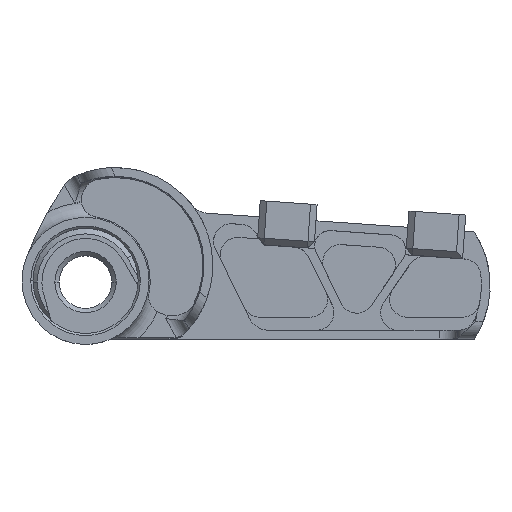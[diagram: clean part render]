
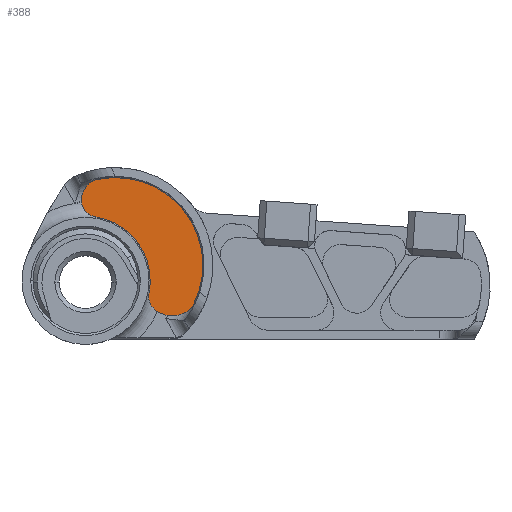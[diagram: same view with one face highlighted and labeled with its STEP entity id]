
A CAD part, top view. The second image highlights one B-rep face of the part: STEP entity #388.
In plain terms, the highlighted planar face has unit normal (0, 0, 1).
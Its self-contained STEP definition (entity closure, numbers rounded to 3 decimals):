
#8 = DIRECTION ( 'NONE',  ( 0., 0., 1. ) ) ;
#19 = CARTESIAN_POINT ( 'NONE',  ( -0.962, 18.502, 2. ) ) ;
#22 = CARTESIAN_POINT ( 'NONE',  ( 21.118, -3.5, 2. ) ) ;
#41 = VERTEX_POINT ( 'NONE', #4233 ) ;
#66 = DIRECTION ( 'NONE',  ( 0., 0., -1. ) ) ;
#100 = VERTEX_POINT ( 'NONE', #2665 ) ;
#261 = CARTESIAN_POINT ( 'NONE',  ( 3.038, 18.502, 2. ) ) ;
#288 = EDGE_CURVE ( 'NONE', #5922, #1520, #5782, .T. ) ;
#300 = AXIS2_PLACEMENT_3D ( 'NONE', #4567, #6804, #2929 ) ;
#388 = ADVANCED_FACE ( 'NONE', ( #3936 ), #4515, .T. ) ;
#541 = DIRECTION ( 'NONE',  ( 1., 0., 0. ) ) ;
#559 = ORIENTED_EDGE ( 'NONE', *, *, #6039, .F. ) ;
#665 = ORIENTED_EDGE ( 'NONE', *, *, #5351, .F. ) ;
#694 = AXIS2_PLACEMENT_3D ( 'NONE', #2852, #1738, #2960 ) ;
#998 = DIRECTION ( 'NONE',  ( -1., 0., 0. ) ) ;
#1074 = CARTESIAN_POINT ( 'NONE',  ( -0.495, 20.379, 2. ) ) ;
#1140 = CIRCLE ( 'NONE', #3151, 14.75 ) ;
#1247 = CARTESIAN_POINT ( 'NONE',  ( 0., 0., 2. ) ) ;
#1331 = AXIS2_PLACEMENT_3D ( 'NONE', #6107, #6606, #2231 ) ;
#1476 = CARTESIAN_POINT ( 'NONE',  ( 14.491, -2.753, 2. ) ) ;
#1520 = VERTEX_POINT ( 'NONE', #3362 ) ;
#1559 = ORIENTED_EDGE ( 'NONE', *, *, #2274, .F. ) ;
#1569 = VERTEX_POINT ( 'NONE', #6607 ) ;
#1655 = ORIENTED_EDGE ( 'NONE', *, *, #4602, .F. ) ;
#1682 = DIRECTION ( 'NONE',  ( 0., 0., 1. ) ) ;
#1738 = DIRECTION ( 'NONE',  ( 0., 0., -1. ) ) ;
#1756 = AXIS2_PLACEMENT_3D ( 'NONE', #6725, #2886, #5686 ) ;
#2121 = ORIENTED_EDGE ( 'NONE', *, *, #3640, .F. ) ;
#2222 = CIRCLE ( 'NONE', #4559, 4. ) ;
#2231 = DIRECTION ( 'NONE',  ( 1., 0., 0. ) ) ;
#2274 = EDGE_CURVE ( 'NONE', #5922, #1569, #4868, .T. ) ;
#2290 = CARTESIAN_POINT ( 'NONE',  ( 0., 0., 2. ) ) ;
#2322 = DIRECTION ( 'NONE',  ( -1., 0., 0. ) ) ;
#2469 = CIRCLE ( 'NONE', #6673, 4. ) ;
#2570 = AXIS2_PLACEMENT_3D ( 'NONE', #22, #2751, #998 ) ;
#2665 = CARTESIAN_POINT ( 'NONE',  ( 2.39, 14.555, 2. ) ) ;
#2674 = VERTEX_POINT ( 'NONE', #6004 ) ;
#2688 = VERTEX_POINT ( 'NONE', #5452 ) ;
#2751 = DIRECTION ( 'NONE',  ( 0., 0., -1. ) ) ;
#2852 = CARTESIAN_POINT ( 'NONE',  ( 6.821, 3.627, 2. ) ) ;
#2886 = DIRECTION ( 'NONE',  ( 0., 0., -1. ) ) ;
#2929 = DIRECTION ( 'NONE',  ( -1., 0., 0. ) ) ;
#2960 = DIRECTION ( 'NONE',  ( -1., 0., 0. ) ) ;
#3151 = AXIS2_PLACEMENT_3D ( 'NONE', #2290, #1682, #541 ) ;
#3284 = CIRCLE ( 'NONE', #1756, 4. ) ;
#3362 = CARTESIAN_POINT ( 'NONE',  ( 23.725, -6.533, 2. ) ) ;
#3640 = EDGE_CURVE ( 'NONE', #5889, #100, #1140, .T. ) ;
#3739 = CIRCLE ( 'NONE', #3864, 4. ) ;
#3864 = AXIS2_PLACEMENT_3D ( 'NONE', #4013, #66, #2322 ) ;
#3897 = EDGE_CURVE ( 'NONE', #100, #4642, #3739, .T. ) ;
#3936 = FACE_OUTER_BOUND ( 'NONE', #5590, .T. ) ;
#4013 = CARTESIAN_POINT ( 'NONE',  ( 3.038, 18.502, 2. ) ) ;
#4233 = CARTESIAN_POINT ( 'NONE',  ( 2.579, 23.146, 2. ) ) ;
#4399 = VERTEX_POINT ( 'NONE', #6256 ) ;
#4453 = DIRECTION ( 'NONE',  ( 0.469, 0.883, 0. ) ) ;
#4515 = PLANE ( 'NONE',  #6369 ) ;
#4547 = VECTOR ( 'NONE', #4453, 1000. ) ;
#4559 = AXIS2_PLACEMENT_3D ( 'NONE', #261, #5228, #5196 ) ;
#4567 = CARTESIAN_POINT ( 'NONE',  ( 18.42, -3.5, 2. ) ) ;
#4602 = EDGE_CURVE ( 'NONE', #2674, #4399, #5593, .T. ) ;
#4642 = VERTEX_POINT ( 'NONE', #19 ) ;
#4868 = CIRCLE ( 'NONE', #300, 4. ) ;
#5032 = ORIENTED_EDGE ( 'NONE', *, *, #6519, .T. ) ;
#5039 = CARTESIAN_POINT ( 'NONE',  ( 3.428, 19.237, 2. ) ) ;
#5050 = ORIENTED_EDGE ( 'NONE', *, *, #3897, .F. ) ;
#5196 = DIRECTION ( 'NONE',  ( -1., 0., 0. ) ) ;
#5228 = DIRECTION ( 'NONE',  ( 0., 0., -1. ) ) ;
#5333 = CARTESIAN_POINT ( 'NONE',  ( 15.813, -6.533, 2. ) ) ;
#5351 = EDGE_CURVE ( 'NONE', #4642, #2674, #2222, .T. ) ;
#5452 = CARTESIAN_POINT ( 'NONE',  ( 24.698, -5.284, 2. ) ) ;
#5590 = EDGE_LOOP ( 'NONE', ( #6272, #559, #6403, #5032, #1655, #665, #5050, #2121, #6309, #1559 ) ) ;
#5593 = LINE ( 'NONE', #1074, #4547 ) ;
#5618 = CIRCLE ( 'NONE', #694, 19.975 ) ;
#5686 = DIRECTION ( 'NONE',  ( -1., 0., 0. ) ) ;
#5759 = DIRECTION ( 'NONE',  ( 1., 0., 0. ) ) ;
#5782 = CIRCLE ( 'NONE', #1331, 6.069 ) ;
#5889 = VERTEX_POINT ( 'NONE', #1476 ) ;
#5922 = VERTEX_POINT ( 'NONE', #5333 ) ;
#6004 = CARTESIAN_POINT ( 'NONE',  ( -0.495, 20.379, 2. ) ) ;
#6039 = EDGE_CURVE ( 'NONE', #2688, #1520, #6900, .T. ) ;
#6107 = CARTESIAN_POINT ( 'NONE',  ( 19.769, -1.931, 2. ) ) ;
#6256 = CARTESIAN_POINT ( 'NONE',  ( -0.104, 21.114, 2. ) ) ;
#6272 = ORIENTED_EDGE ( 'NONE', *, *, #288, .T. ) ;
#6309 = ORIENTED_EDGE ( 'NONE', *, *, #6433, .F. ) ;
#6320 = DIRECTION ( 'NONE',  ( 0., 0., 1. ) ) ;
#6369 = AXIS2_PLACEMENT_3D ( 'NONE', #1247, #8, #6829 ) ;
#6403 = ORIENTED_EDGE ( 'NONE', *, *, #6486, .F. ) ;
#6433 = EDGE_CURVE ( 'NONE', #1569, #5889, #3284, .T. ) ;
#6486 = EDGE_CURVE ( 'NONE', #41, #2688, #5618, .T. ) ;
#6519 = EDGE_CURVE ( 'NONE', #41, #4399, #2469, .T. ) ;
#6606 = DIRECTION ( 'NONE',  ( 0., 0., 1. ) ) ;
#6607 = CARTESIAN_POINT ( 'NONE',  ( 14.42, -3.5, 2. ) ) ;
#6673 = AXIS2_PLACEMENT_3D ( 'NONE', #5039, #6320, #5759 ) ;
#6725 = CARTESIAN_POINT ( 'NONE',  ( 18.42, -3.5, 2. ) ) ;
#6804 = DIRECTION ( 'NONE',  ( 0., 0., -1. ) ) ;
#6829 = DIRECTION ( 'NONE',  ( 1., 0., 0. ) ) ;
#6900 = CIRCLE ( 'NONE', #2570, 4. ) ;
